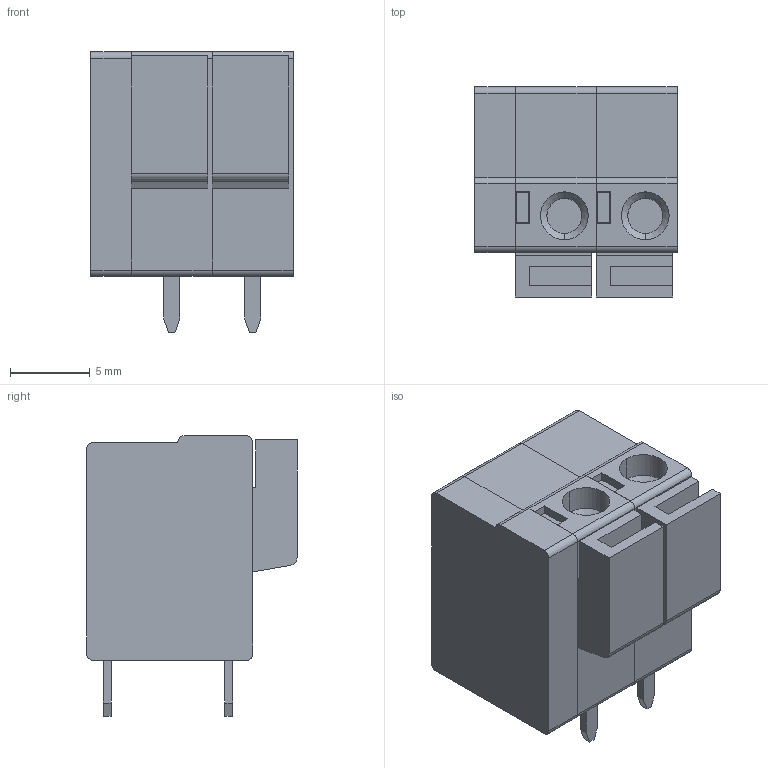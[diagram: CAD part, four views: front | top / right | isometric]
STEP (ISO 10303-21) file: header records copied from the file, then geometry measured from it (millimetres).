
FILE_DESCRIPTION (( 'STEP AP214' ), '1' );
FILE_NAME ('CONN-TH_2P-P5.08_DIBO_DB142V-5.08-2P.step', '2022-07-29T16:12:54', ( '' ), ( '' ), 'SwSTEP 2.0', 'SolidWorks 2020', '' );
FILE_SCHEMA (( 'AUTOMOTIVE_DESIGN' ));
Length unit declared in the file: millimetre
Products named in the file (1): CONN-TH_2P-P5.08_DIBO_DB142V-5.08-2P
Bounding box: 12.7 x 13.2 x 17.6 mm (x, y, z)
Volume: 1941.6 mm3; surface area: 1932.8 mm2
Topology: 16 solids, 16 shells, 410 faces, 1075 edges, 714 vertices
Faces by surface type: plane 269, bspline 112, cylinder 25, cone 4
Entity records: 17773 total; most frequent: CARTESIAN_POINT 4304, ORIENTED_EDGE 2150, DIRECTION 1495, EDGE_CURVE 1075, VECTOR 797, LINE 797, VERTEX_POINT 714, EDGE_LOOP 439
